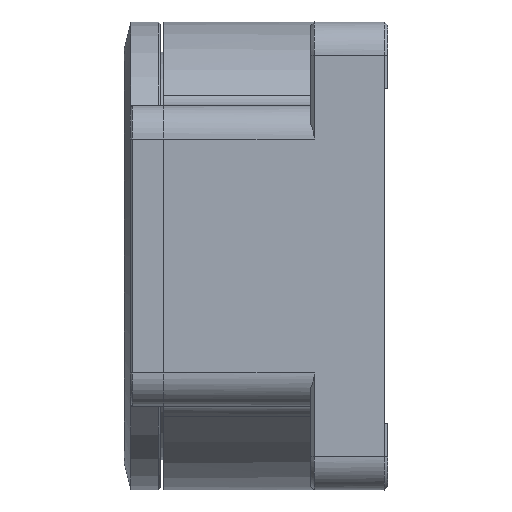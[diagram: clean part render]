
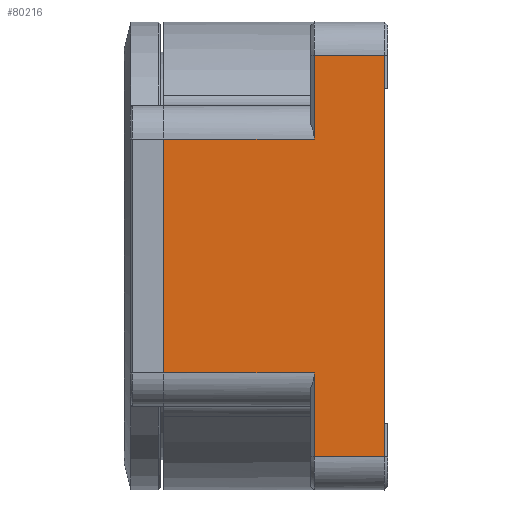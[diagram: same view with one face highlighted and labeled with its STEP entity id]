
A CAD part, left-side view. The second image highlights one B-rep face of the part: STEP entity #80216.
In plain terms, the highlighted planar face has unit normal (-1, 0, 0).
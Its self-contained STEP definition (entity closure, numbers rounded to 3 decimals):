
#146 = CARTESIAN_POINT ( 'NONE',  ( -80., -24.5, 25. ) ) ;
#973 = ORIENTED_EDGE ( 'NONE', *, *, #40915, .T. ) ;
#1603 = LINE ( 'NONE', #24399, #66312 ) ;
#1853 = EDGE_CURVE ( 'NONE', #43103, #44357, #49428, .T. ) ;
#2006 = CARTESIAN_POINT ( 'NONE',  ( -80., -24.5, -26.667 ) ) ;
#2558 = CARTESIAN_POINT ( 'NONE',  ( -80., -24.5, 30. ) ) ;
#3346 = CARTESIAN_POINT ( 'NONE',  ( -80., -25.16, -31.2 ) ) ;
#4185 = EDGE_CURVE ( 'NONE', #20306, #72477, #51908, .T. ) ;
#4394 = CARTESIAN_POINT ( 'NONE',  ( -80., -24.5, -30. ) ) ;
#6321 = ORIENTED_EDGE ( 'NONE', *, *, #49691, .F. ) ;
#8217 = B_SPLINE_CURVE_WITH_KNOTS ( 'NONE', 3,
 ( #35684, #73191, #41982, #4394 ),
 .UNSPECIFIED., .F., .F.,
 ( 4, 4 ),
 ( 0., 1. ),
 .UNSPECIFIED. ) ;
#8276 = DIRECTION ( 'NONE',  ( 0., -1., 0. ) ) ;
#9655 = DIRECTION ( 'NONE',  ( 0., 0., 1. ) ) ;
#9711 = ORIENTED_EDGE ( 'NONE', *, *, #26165, .T. ) ;
#14415 = CARTESIAN_POINT ( 'NONE',  ( -80., -24.5, -30. ) ) ;
#16004 = CARTESIAN_POINT ( 'NONE',  ( -80., -14., 17.5 ) ) ;
#16284 = B_SPLINE_CURVE_WITH_KNOTS ( 'NONE', 3,
 ( #18090, #61878, #37004, #80820 ),
 .UNSPECIFIED., .F., .F.,
 ( 4, 4 ),
 ( 0., 1. ),
 .UNSPECIFIED. ) ;
#16494 = ORIENTED_EDGE ( 'NONE', *, *, #76599, .T. ) ;
#18090 = CARTESIAN_POINT ( 'NONE',  ( -80., -24.5, 25. ) ) ;
#18814 = CARTESIAN_POINT ( 'NONE',  ( -80., -24.5, -25. ) ) ;
#20306 = VERTEX_POINT ( 'NONE', #79792 ) ;
#21170 = CARTESIAN_POINT ( 'NONE',  ( -80., -24.5, -30. ) ) ;
#22656 = EDGE_LOOP ( 'NONE', ( #48417, #9711, #74969, #33676, #30794, #6321, #973, #31396, #38326, #16494 ) ) ;
#24399 = CARTESIAN_POINT ( 'NONE',  ( -80., 8.5, 36.4 ) ) ;
#25597 = EDGE_CURVE ( 'NONE', #44955, #30433, #27638, .T. ) ;
#25680 = DIRECTION ( 'NONE',  ( 0., 1., 0. ) ) ;
#26165 = EDGE_CURVE ( 'NONE', #57157, #44955, #16284, .T. ) ;
#27631 = VERTEX_POINT ( 'NONE', #28047 ) ;
#27638 = LINE ( 'NONE', #75823, #73668 ) ;
#28047 = CARTESIAN_POINT ( 'NONE',  ( -80., 8.5, -17.5 ) ) ;
#29628 = CARTESIAN_POINT ( 'NONE',  ( -80., -14., -30. ) ) ;
#30433 = VERTEX_POINT ( 'NONE', #41603 ) ;
#30794 = ORIENTED_EDGE ( 'NONE', *, *, #1853, .F. ) ;
#31328 = CARTESIAN_POINT ( 'NONE',  ( -80., -14., -30. ) ) ;
#31396 = ORIENTED_EDGE ( 'NONE', *, *, #4185, .T. ) ;
#31454 = CARTESIAN_POINT ( 'NONE',  ( -80., -24.5, 25. ) ) ;
#31507 = EDGE_CURVE ( 'NONE', #72477, #78791, #8217, .T. ) ;
#31608 = CARTESIAN_POINT ( 'NONE',  ( -80., -14., -17.5 ) ) ;
#32697 = CARTESIAN_POINT ( 'NONE',  ( -80., -14., -21.667 ) ) ;
#32790 = VECTOR ( 'NONE', #45123, 1000. ) ;
#33676 = ORIENTED_EDGE ( 'NONE', *, *, #42584, .T. ) ;
#35370 = CARTESIAN_POINT ( 'NONE',  ( -80., -14., -25.833 ) ) ;
#35684 = CARTESIAN_POINT ( 'NONE',  ( -80., -14., -30. ) ) ;
#36374 = FACE_OUTER_BOUND ( 'NONE', #22656, .T. ) ;
#37004 = CARTESIAN_POINT ( 'NONE',  ( -80., -24.5, 28.333 ) ) ;
#37027 = DIRECTION ( 'NONE',  ( 0., 0., 1. ) ) ;
#38326 = ORIENTED_EDGE ( 'NONE', *, *, #31507, .T. ) ;
#39569 = CARTESIAN_POINT ( 'NONE',  ( -80., -25.16, -17.5 ) ) ;
#40915 = EDGE_CURVE ( 'NONE', #27631, #20306, #60134, .T. ) ;
#40941 = CARTESIAN_POINT ( 'NONE',  ( -80., -14., 30. ) ) ;
#41603 = CARTESIAN_POINT ( 'NONE',  ( -80., -14., 30. ) ) ;
#41982 = CARTESIAN_POINT ( 'NONE',  ( -80., -21., -30. ) ) ;
#42584 = EDGE_CURVE ( 'NONE', #30433, #44357, #74308, .T. ) ;
#43103 = VERTEX_POINT ( 'NONE', #55571 ) ;
#44357 = VERTEX_POINT ( 'NONE', #75657 ) ;
#44955 = VERTEX_POINT ( 'NONE', #2558 ) ;
#45123 = DIRECTION ( 'NONE',  ( 0., -1., 0. ) ) ;
#45826 = PLANE ( 'NONE',  #54404 ) ;
#45903 = CARTESIAN_POINT ( 'NONE',  ( -80., -24.5, -25. ) ) ;
#47209 = DIRECTION ( 'NONE',  ( -1., 0., 0. ) ) ;
#47385 = CARTESIAN_POINT ( 'NONE',  ( -80., -14.135, 17.5 ) ) ;
#48417 = ORIENTED_EDGE ( 'NONE', *, *, #79618, .T. ) ;
#49428 = LINE ( 'NONE', #47385, #32790 ) ;
#49691 = EDGE_CURVE ( 'NONE', #27631, #43103, #1603, .T. ) ;
#51908 = B_SPLINE_CURVE_WITH_KNOTS ( 'NONE', 3,
 ( #31608, #32697, #35370, #31328 ),
 .UNSPECIFIED., .F., .F.,
 ( 4, 4 ),
 ( 0., 1. ),
 .UNSPECIFIED. ) ;
#53521 = CARTESIAN_POINT ( 'NONE',  ( -80., -14., 21.667 ) ) ;
#54404 = AXIS2_PLACEMENT_3D ( 'NONE', #3346, #47209, #9655 ) ;
#55571 = CARTESIAN_POINT ( 'NONE',  ( -80., 8.5, 17.5 ) ) ;
#56332 = CARTESIAN_POINT ( 'NONE',  ( -80., -24.5, -8.333 ) ) ;
#56415 = VERTEX_POINT ( 'NONE', #77559 ) ;
#57157 = VERTEX_POINT ( 'NONE', #146 ) ;
#60134 = LINE ( 'NONE', #39569, #62052 ) ;
#61878 = CARTESIAN_POINT ( 'NONE',  ( -80., -24.5, 26.667 ) ) ;
#62052 = VECTOR ( 'NONE', #8276, 1000. ) ;
#64451 = CARTESIAN_POINT ( 'NONE',  ( -80., -24.5, -28.333 ) ) ;
#66312 = VECTOR ( 'NONE', #37027, 1000. ) ;
#68940 = CARTESIAN_POINT ( 'NONE',  ( -80., -24.5, 8.333 ) ) ;
#72477 = VERTEX_POINT ( 'NONE', #29628 ) ;
#73191 = CARTESIAN_POINT ( 'NONE',  ( -80., -17.5, -30. ) ) ;
#73668 = VECTOR ( 'NONE', #25680, 1000. ) ;
#74308 = B_SPLINE_CURVE_WITH_KNOTS ( 'NONE', 3,
 ( #40941, #78430, #53521, #16004 ),
 .UNSPECIFIED., .F., .F.,
 ( 4, 4 ),
 ( 0., 1. ),
 .UNSPECIFIED. ) ;
#74324 = B_SPLINE_CURVE_WITH_KNOTS ( 'NONE', 3,
 ( #18814, #56332, #68940, #31454 ),
 .UNSPECIFIED., .F., .F.,
 ( 4, 4 ),
 ( 0., 1. ),
 .UNSPECIFIED. ) ;
#74969 = ORIENTED_EDGE ( 'NONE', *, *, #25597, .T. ) ;
#75657 = CARTESIAN_POINT ( 'NONE',  ( -80., -14., 17.5 ) ) ;
#75823 = CARTESIAN_POINT ( 'NONE',  ( -80., -25.16, 30. ) ) ;
#76536 = B_SPLINE_CURVE_WITH_KNOTS ( 'NONE', 3,
 ( #14415, #64451, #2006, #45903 ),
 .UNSPECIFIED., .F., .F.,
 ( 4, 4 ),
 ( 0., 1. ),
 .UNSPECIFIED. ) ;
#76599 = EDGE_CURVE ( 'NONE', #78791, #56415, #76536, .T. ) ;
#77559 = CARTESIAN_POINT ( 'NONE',  ( -80., -24.5, -25. ) ) ;
#78430 = CARTESIAN_POINT ( 'NONE',  ( -80., -14., 25.833 ) ) ;
#78791 = VERTEX_POINT ( 'NONE', #21170 ) ;
#79618 = EDGE_CURVE ( 'NONE', #56415, #57157, #74324, .T. ) ;
#79792 = CARTESIAN_POINT ( 'NONE',  ( -80., -14., -17.5 ) ) ;
#80216 = ADVANCED_FACE ( 'NONE', ( #36374 ), #45826, .T. ) ;
#80820 = CARTESIAN_POINT ( 'NONE',  ( -80., -24.5, 30. ) ) ;
